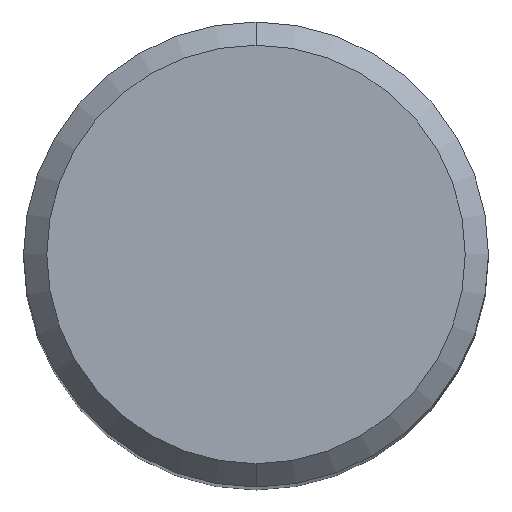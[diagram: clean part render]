
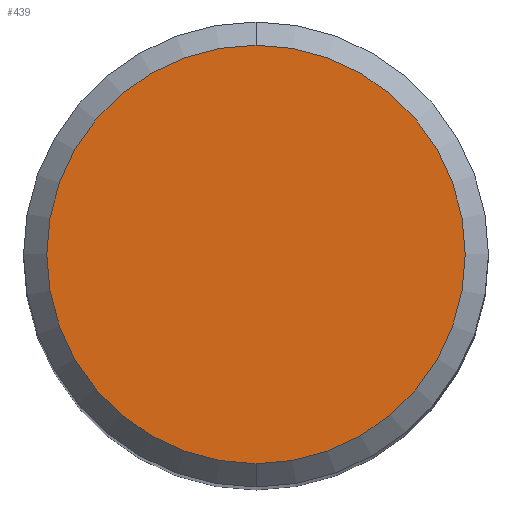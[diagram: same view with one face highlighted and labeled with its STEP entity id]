
A CAD part, top view. The second image highlights one B-rep face of the part: STEP entity #439.
In plain terms, the highlighted planar face has unit normal (0, 0, 1).
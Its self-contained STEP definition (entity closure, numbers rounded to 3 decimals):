
#399=VERTEX_POINT('',#1038);
#439=ADVANCED_FACE('',(#1081),#1082,.T.);
#535=EDGE_CURVE('',#399,#669,#1182,.T.);
#659=EDGE_CURVE('',#669,#399,#1321,.T.);
#669=VERTEX_POINT('',#1331);
#1038=CARTESIAN_POINT('',(0.,-5.4,0.0));
#1081=FACE_OUTER_BOUND('',#2001,.T.);
#1082=PLANE('',#2002);
#1182=CIRCLE('',#3192,5.4);
#1321=CIRCLE('',#5328,5.4);
#1331=CARTESIAN_POINT('',(0.0,5.4,0.0));
#2001=EDGE_LOOP('',(#7854,#7855));
#2002=AXIS2_PLACEMENT_3D('',#7856,#7857,#7858);
#3192=AXIS2_PLACEMENT_3D('',#7917,#7918,#7919);
#5328=AXIS2_PLACEMENT_3D('',#8099,#8100,#8101);
#7854=ORIENTED_EDGE('',*,*,#659,.F.);
#7855=ORIENTED_EDGE('',*,*,#535,.F.);
#7856=CARTESIAN_POINT('',(0.0,2.7,0.0));
#7857=DIRECTION('',(-0.0,0.0,1.0));
#7858=DIRECTION('',(0.0,-1.0,0.0));
#7917=CARTESIAN_POINT('',(0.0,0.0,0.0));
#7918=DIRECTION('',(0.0,0.0,-1.0));
#7919=DIRECTION('',(0.0,1.0,0.0));
#8099=CARTESIAN_POINT('',(0.0,0.0,0.0));
#8100=DIRECTION('',(0.0,0.0,-1.0));
#8101=DIRECTION('',(0.0,1.0,0.0));
